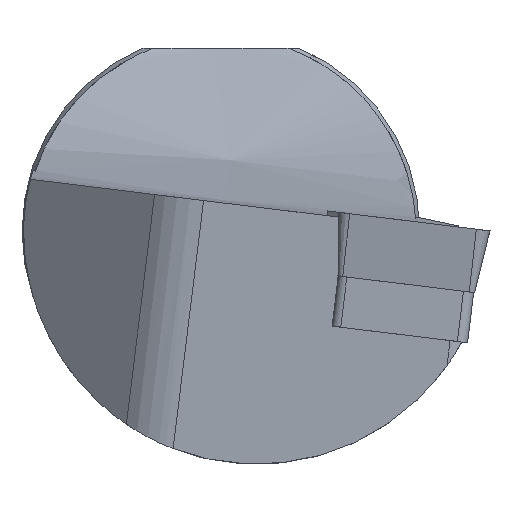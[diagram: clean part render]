
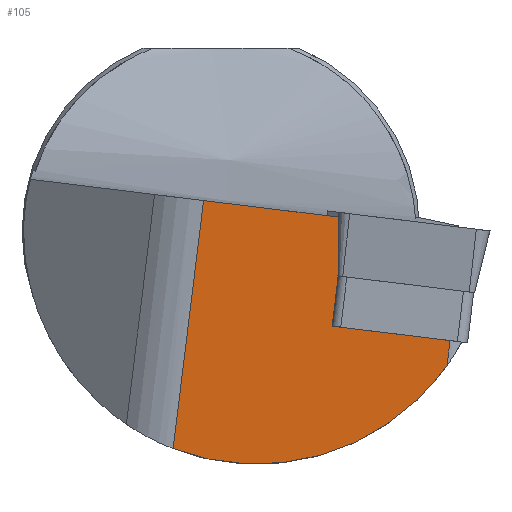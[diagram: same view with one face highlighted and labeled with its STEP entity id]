
A CAD part, left-side view. The second image highlights one B-rep face of the part: STEP entity #105.
In plain terms, the highlighted planar face has unit normal (-0.996, 0.086, 0.011).
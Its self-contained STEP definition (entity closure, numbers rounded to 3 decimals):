
#95=ELLIPSE('',#882,14.705,14.65);
#105=ADVANCED_FACE('',(#179),#152,.F.);
#152=PLANE('',#883);
#179=FACE_OUTER_BOUND('',#224,.T.);
#224=EDGE_LOOP('',(#429,#430,#431,#432,#433,#434,#435,#436,#437));
#268=LINE('',#1188,#336);
#278=LINE('',#1214,#346);
#284=LINE('',#1240,#352);
#285=LINE('',#1242,#353);
#286=LINE('',#1244,#354);
#287=LINE('',#1246,#355);
#288=LINE('',#1248,#356);
#289=LINE('',#1252,#357);
#336=VECTOR('',#957,1.);
#346=VECTOR('',#979,1.);
#352=VECTOR('',#991,1.);
#353=VECTOR('',#992,1.);
#354=VECTOR('',#993,1.);
#355=VECTOR('',#994,1.);
#356=VECTOR('',#995,1.);
#357=VECTOR('',#998,1.);
#429=ORIENTED_EDGE('',*,*,#745,.T.);
#430=ORIENTED_EDGE('',*,*,#724,.T.);
#431=ORIENTED_EDGE('',*,*,#736,.T.);
#432=ORIENTED_EDGE('',*,*,#746,.F.);
#433=ORIENTED_EDGE('',*,*,#747,.F.);
#434=ORIENTED_EDGE('',*,*,#748,.F.);
#435=ORIENTED_EDGE('',*,*,#749,.T.);
#436=ORIENTED_EDGE('',*,*,#750,.T.);
#437=ORIENTED_EDGE('',*,*,#751,.F.);
#644=VERTEX_POINT('',#1185);
#645=VERTEX_POINT('',#1187);
#655=VERTEX_POINT('',#1213);
#663=VERTEX_POINT('',#1241);
#664=VERTEX_POINT('',#1243);
#665=VERTEX_POINT('',#1245);
#666=VERTEX_POINT('',#1247);
#667=VERTEX_POINT('',#1249);
#668=VERTEX_POINT('',#1251);
#724=EDGE_CURVE('',#644,#645,#268,.T.);
#736=EDGE_CURVE('',#645,#655,#278,.T.);
#745=EDGE_CURVE('',#663,#644,#284,.T.);
#746=EDGE_CURVE('',#664,#655,#285,.T.);
#747=EDGE_CURVE('',#665,#664,#286,.T.);
#748=EDGE_CURVE('',#666,#665,#287,.T.);
#749=EDGE_CURVE('',#666,#667,#288,.T.);
#750=EDGE_CURVE('',#667,#668,#95,.T.);
#751=EDGE_CURVE('',#663,#668,#289,.T.);
#882=AXIS2_PLACEMENT_3D('',#1250,#996,#997);
#883=AXIS2_PLACEMENT_3D('',#1253,#999,#1000);
#957=DIRECTION('',(0.087,0.989,0.121));
#979=DIRECTION('',(0.,-0.122,0.993));
#991=DIRECTION('',(0.087,0.989,0.121));
#992=DIRECTION('',(-0.087,-0.989,-0.121));
#993=DIRECTION('',(-0.011,-0.001,-1.));
#994=DIRECTION('',(-0.087,-0.989,-0.121));
#995=DIRECTION('',(0.,0.122,-0.993));
#996=DIRECTION('',(-0.996,0.086,0.011));
#997=DIRECTION('',(0.087,0.989,0.121));
#998=DIRECTION('',(0.,0.122,-0.993));
#999=DIRECTION('',(0.996,-0.086,-0.011));
#1000=DIRECTION('',(0.086,0.996,0.));
#1185=CARTESIAN_POINT('',(1.504,-7.107,-5.989));
#1187=CARTESIAN_POINT('',(1.512,-7.016,-5.978));
#1188=CARTESIAN_POINT('',(0.866,-14.407,-6.885));
#1213=CARTESIAN_POINT('',(1.512,-7.404,-2.822));
#1214=CARTESIAN_POINT('',(1.512,-8.844,8.91));
#1240=CARTESIAN_POINT('',(0.866,-14.407,-6.885));
#1241=CARTESIAN_POINT('',(0.866,-14.407,-6.885));
#1242=CARTESIAN_POINT('',(0.866,-14.795,-3.729));
#1243=CARTESIAN_POINT('',(1.515,-7.379,-2.818));
#1244=CARTESIAN_POINT('',(1.334,-7.402,-19.652));
#1245=CARTESIAN_POINT('',(1.554,-7.374,0.88));
#1246=CARTESIAN_POINT('',(0.866,-15.242,-0.086));
#1247=CARTESIAN_POINT('',(2.294,1.086,1.918));
#1248=CARTESIAN_POINT('',(2.294,3.487,-17.635));
#1249=CARTESIAN_POINT('',(2.294,3.001,-13.677));
#1250=CARTESIAN_POINT('',(1.986,-2.25,0.));
#1251=CARTESIAN_POINT('',(0.866,-14.215,-8.454));
#1252=CARTESIAN_POINT('',(0.866,-12.841,-19.64));
#1253=CARTESIAN_POINT('',(0.866,-12.841,-19.64));
